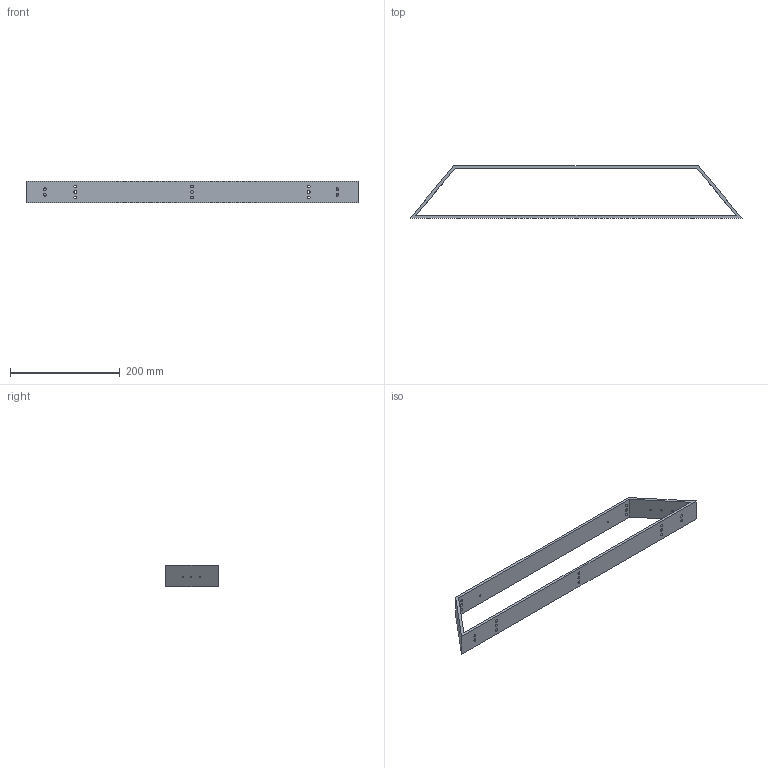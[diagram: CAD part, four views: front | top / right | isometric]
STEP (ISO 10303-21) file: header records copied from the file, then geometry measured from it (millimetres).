
FILE_DESCRIPTION(/* description */ ('','CAx-IF Rec.Pracs.---Representation and Presentation of Product Manufacturing Information (PMI)---4.0---2014-10-13'),/* implementation_level */ '2;1');
FILE_NAME(/* name */ 'Left frame(Mirror).step',/* time_stamp */ '2025-01-13T12:50:06+06:00',/* author */ (''),/* organization */ (''),/* preprocessor_version */ 'ST-DEVELOPER v20',/* originating_system */ 'Autodesk Translation Framework v13.20.0.188',/* authorisation */ '');
FILE_SCHEMA (('AP242_MANAGED_MODEL_BASED_3D_ENGINEERING_MIM_LF { 1 0 10303 442 1 1 4 }'));
Length unit declared in the file: millimetre
Products named in the file (1): Left frame(Mirror)
Bounding box: 604.88 x 95 x 40 mm (x, y, z)
Volume: 252226.5 mm3; surface area: 115512.3 mm2
Topology: 1 solids, 1 shells, 37 faces, 105 edges, 70 vertices
Faces by surface type: cylinder 19, plane 10, bspline 8
Full cylindrical faces by diameter (mm): 5.1 x7, 5.102 x12
Entity records: 3193 total; most frequent: CARTESIAN_POINT 2093, ORIENTED_EDGE 210, DIRECTION 187, EDGE_CURVE 105, EDGE_LOOP 93, VERTEX_POINT 70, AXIS2_PLACEMENT_3D 68, FACE_BOUND 56
